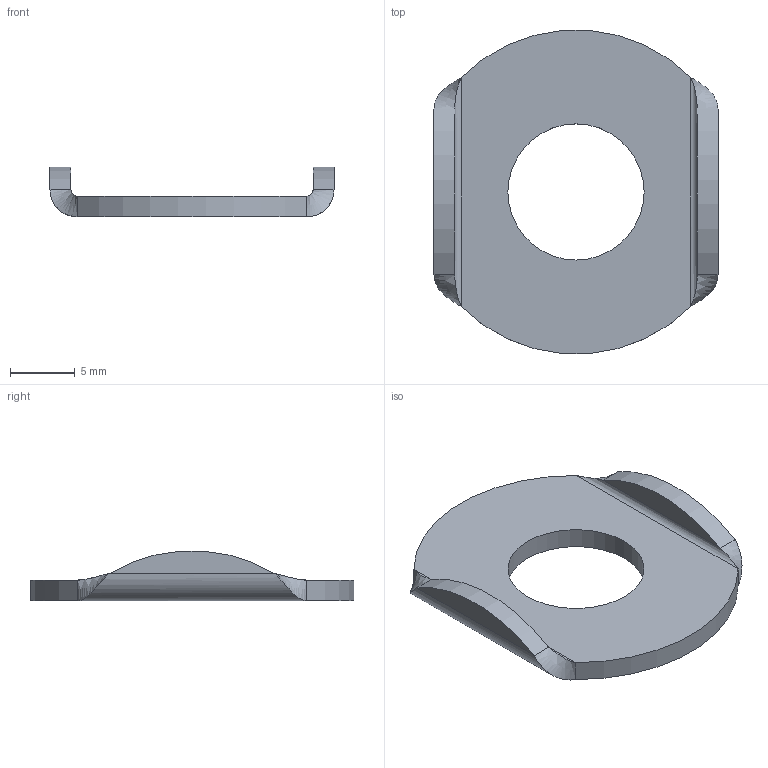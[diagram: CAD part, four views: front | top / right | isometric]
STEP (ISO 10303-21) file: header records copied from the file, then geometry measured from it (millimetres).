
FILE_DESCRIPTION(/* description */ ('FLANGED WASHER'),/* implementation_level */ '2;1');
FILE_NAME(/* name */ 'RW4.stp',/* time_stamp */ '2021-10-21T15:09:43+01:00',/* author */ ('Sandfield Engineering'),/* organization */ ('Sandfield Engineering'),/* preprocessor_version */ 'ST-DEVELOPER v18.1',/* originating_system */ 'Autodesk Inventor 2021',/* authorisation */ '');
FILE_SCHEMA (('AUTOMOTIVE_DESIGN { 1 0 10303 214 3 1 1 }'));
Length unit declared in the file: millimetre
Products named in the file (1): RW4
Bounding box: 21.9 x 24.9 x 3.82 mm (x, y, z)
Volume: 654.3 mm3; surface area: 997.2 mm2
Topology: 1 solids, 1 shells, 19 faces, 44 edges, 27 vertices
Faces by surface type: cylinder 9, plane 6, bspline 4
Full cylindrical faces by diameter (mm): 10.5 x1
Entity records: 1262 total; most frequent: CARTESIAN_POINT 803, ORIENTED_EDGE 88, DIRECTION 79, EDGE_CURVE 44, VERTEX_POINT 27, AXIS2_PLACEMENT_3D 27, LINE 25, VECTOR 25
